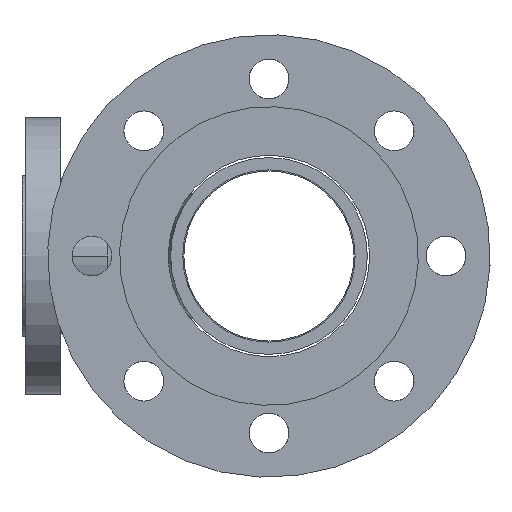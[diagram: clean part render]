
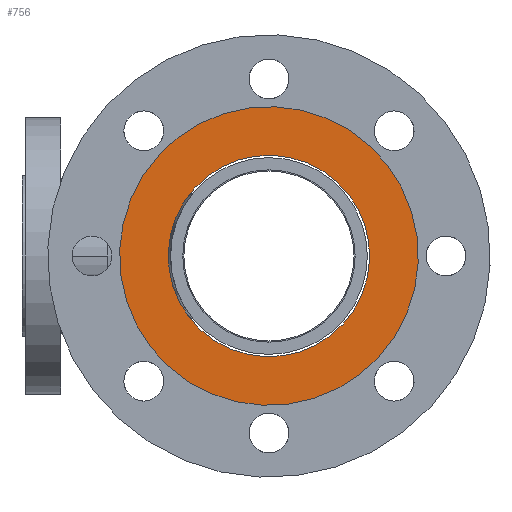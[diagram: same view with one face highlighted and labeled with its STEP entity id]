
A CAD part, left-side view. The second image highlights one B-rep face of the part: STEP entity #756.
In plain terms, the highlighted face is planar.
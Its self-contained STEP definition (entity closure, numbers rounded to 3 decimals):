
#89 = CARTESIAN_POINT ( 'NONE',  ( -45.5, 0., 0. ) ) ;
#99 = VERTEX_POINT ( 'NONE', #3194 ) ;
#164 = CARTESIAN_POINT ( 'NONE',  ( 67.5, 0., 0. ) ) ;
#192 = DIRECTION ( 'NONE',  ( 1., 0., 0. ) ) ;
#209 = EDGE_LOOP ( 'NONE', ( #2244, #648 ) ) ;
#445 = CARTESIAN_POINT ( 'NONE',  ( -67.5, 0., 0. ) ) ;
#464 = CIRCLE ( 'NONE', #3320, 45.5 ) ;
#499 = EDGE_CURVE ( 'NONE', #2075, #2137, #3672, .T. ) ;
#537 = AXIS2_PLACEMENT_3D ( 'NONE', #1637, #2800, #192 ) ;
#648 = ORIENTED_EDGE ( 'NONE', *, *, #3316, .F. ) ;
#652 = DIRECTION ( 'NONE',  ( 1., 0., 0. ) ) ;
#756 = ADVANCED_FACE ( 'NONE', ( #1060, #1985 ), #813, .F. ) ;
#813 = PLANE ( 'NONE',  #2583 ) ;
#814 = ORIENTED_EDGE ( 'NONE', *, *, #2740, .T. ) ;
#846 = CARTESIAN_POINT ( 'NONE',  ( 0., 45.5, 0. ) ) ;
#984 = DIRECTION ( 'NONE',  ( 0., 0., 1. ) ) ;
#986 = DIRECTION ( 'NONE',  ( 0., 0., 1. ) ) ;
#1025 = CARTESIAN_POINT ( 'NONE',  ( 0., 0., 0. ) ) ;
#1060 = FACE_BOUND ( 'NONE', #209, .T. ) ;
#1637 = CARTESIAN_POINT ( 'NONE',  ( 0., 0., 0. ) ) ;
#1894 = EDGE_CURVE ( 'NONE', #99, #2914, #464, .T. ) ;
#1928 = DIRECTION ( 'NONE',  ( 0., 0., -1. ) ) ;
#1985 = FACE_OUTER_BOUND ( 'NONE', #2979, .T. ) ;
#2075 = VERTEX_POINT ( 'NONE', #164 ) ;
#2083 = AXIS2_PLACEMENT_3D ( 'NONE', #1025, #986, #2746 ) ;
#2124 = CARTESIAN_POINT ( 'NONE',  ( 0., 0., 0. ) ) ;
#2137 = VERTEX_POINT ( 'NONE', #445 ) ;
#2141 = DIRECTION ( 'NONE',  ( 1., 0., 0. ) ) ;
#2244 = ORIENTED_EDGE ( 'NONE', *, *, #1894, .F. ) ;
#2541 = AXIS2_PLACEMENT_3D ( 'NONE', #3215, #2936, #652 ) ;
#2583 = AXIS2_PLACEMENT_3D ( 'NONE', #846, #1928, #3661 ) ;
#2740 = EDGE_CURVE ( 'NONE', #2137, #2075, #3259, .T. ) ;
#2746 = DIRECTION ( 'NONE',  ( 1., 0., 0. ) ) ;
#2800 = DIRECTION ( 'NONE',  ( 0., 0., 1. ) ) ;
#2914 = VERTEX_POINT ( 'NONE', #89 ) ;
#2936 = DIRECTION ( 'NONE',  ( 0., 0., 1. ) ) ;
#2979 = EDGE_LOOP ( 'NONE', ( #3050, #814 ) ) ;
#3050 = ORIENTED_EDGE ( 'NONE', *, *, #499, .T. ) ;
#3194 = CARTESIAN_POINT ( 'NONE',  ( 45.5, 0., 0. ) ) ;
#3215 = CARTESIAN_POINT ( 'NONE',  ( 0., 0., 0. ) ) ;
#3259 = CIRCLE ( 'NONE', #537, 67.5 ) ;
#3316 = EDGE_CURVE ( 'NONE', #2914, #99, #3445, .T. ) ;
#3320 = AXIS2_PLACEMENT_3D ( 'NONE', #2124, #984, #2141 ) ;
#3445 = CIRCLE ( 'NONE', #2541, 45.5 ) ;
#3661 = DIRECTION ( 'NONE',  ( -1., 0., 0. ) ) ;
#3672 = CIRCLE ( 'NONE', #2083, 67.5 ) ;
